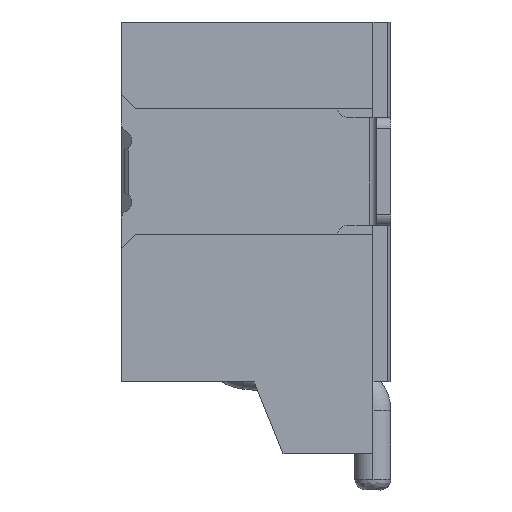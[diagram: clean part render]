
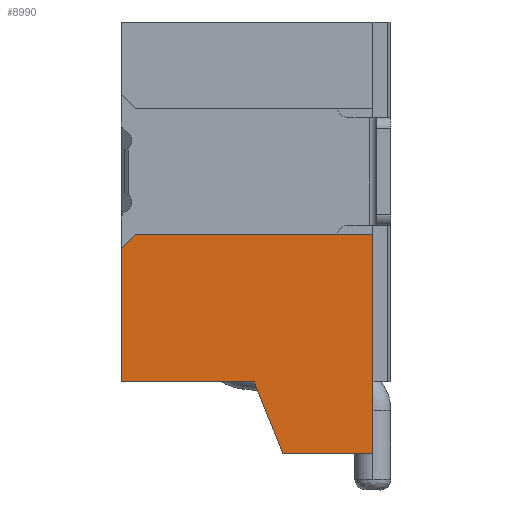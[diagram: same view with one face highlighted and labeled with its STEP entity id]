
A CAD part, left-side view. The second image highlights one B-rep face of the part: STEP entity #8990.
In plain terms, the highlighted planar face has unit normal (-1, 0, 0).
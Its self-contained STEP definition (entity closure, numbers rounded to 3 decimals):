
#26=DIRECTION('',(0.,1.,0.));
#27=VECTOR('',#26,1.85);
#28=CARTESIAN_POINT('',(311.355,-58.605,-5.5));
#29=LINE('',#28,#27);
#406=DIRECTION('',(0.,0.,1.));
#407=VECTOR('',#406,1.85);
#408=CARTESIAN_POINT('',(311.355,-56.755,-5.5));
#409=LINE('',#408,#407);
#1990=DIRECTION('',(0.,1.,0.));
#1991=VECTOR('',#1990,3.3);
#1992=CARTESIAN_POINT('',(311.355,-60.255,
-3.45));
#1993=LINE('',#1992,#1991);
#1994=DIRECTION('',(0.,0.,1.));
#1995=VECTOR('',#1994,3.05);
#1996=CARTESIAN_POINT('',(311.355,-60.255,
-6.5));
#1997=LINE('',#1996,#1995);
#1998=DIRECTION('',(0.,-1.,0.));
#1999=VECTOR('',#1998,1.25);
#2000=CARTESIAN_POINT('',(311.355,-59.005,
-6.5));
#2001=LINE('',#2000,#1999);
#2002=DIRECTION('',(0.,-0.371,-0.928));
#2003=VECTOR('',#2002,1.077);
#2004=CARTESIAN_POINT('',(311.355,-58.605,-5.5));
#2005=LINE('',#2004,#2003);
#2006=DIRECTION('',(0.,0.707,-0.707));
#2007=VECTOR('',#2006,0.283);
#2008=CARTESIAN_POINT('',(311.355,-56.955,
-3.45));
#2009=LINE('',#2008,#2007);
#4820=CARTESIAN_POINT('',(311.355,-60.255,
-6.5));
#4821=CARTESIAN_POINT('',(311.355,-60.255,
-3.45));
#4822=VERTEX_POINT('',#4820);
#4823=VERTEX_POINT('',#4821);
#4824=CARTESIAN_POINT('',(311.355,-59.005,
-6.5));
#4825=VERTEX_POINT('',#4824);
#4826=CARTESIAN_POINT('',(311.355,-58.605,-5.5));
#4827=VERTEX_POINT('',#4826);
#4828=CARTESIAN_POINT('',(311.355,-56.755,-5.5));
#4829=VERTEX_POINT('',#4828);
#4830=CARTESIAN_POINT('',(311.355,-56.755,
-3.65));
#4831=VERTEX_POINT('',#4830);
#4832=CARTESIAN_POINT('',(311.355,-56.955,
-3.45));
#4833=VERTEX_POINT('',#4832);
#8973=CARTESIAN_POINT('',(311.355,-56.755,0.));
#8974=DIRECTION('',(-1.,0.,0.));
#8975=DIRECTION('',(0.,1.,0.));
#8976=AXIS2_PLACEMENT_3D('',#8973,#8974,#8975);
#8977=PLANE('',#8976);
#8978=ORIENTED_EDGE('',*,*,#8954,.F.);
#8980=ORIENTED_EDGE('',*,*,#8979,.F.);
#8982=ORIENTED_EDGE('',*,*,#8981,.F.);
#8984=ORIENTED_EDGE('',*,*,#8983,.F.);
#8985=ORIENTED_EDGE('',*,*,#5894,.T.);
#8986=ORIENTED_EDGE('',*,*,#6163,.T.);
#8987=ORIENTED_EDGE('',*,*,#8965,.F.);
#8988=EDGE_LOOP('',(#8978,#8980,#8982,#8984,#8985,#8986,#8987));
#8989=FACE_OUTER_BOUND('',#8988,.F.);
#5894=EDGE_CURVE('',#4827,#4829,#29,.T.);
#6163=EDGE_CURVE('',#4829,#4831,#409,.T.);
#8954=EDGE_CURVE('',#4823,#4833,#1993,.T.);
#8965=EDGE_CURVE('',#4833,#4831,#2009,.T.);
#8979=EDGE_CURVE('',#4822,#4823,#1997,.T.);
#8981=EDGE_CURVE('',#4825,#4822,#2001,.T.);
#8983=EDGE_CURVE('',#4827,#4825,#2005,.T.);
#8990=ADVANCED_FACE('',(#8989),#8977,.T.);
